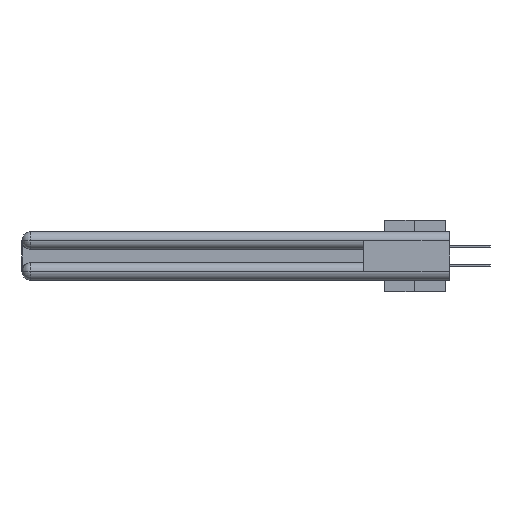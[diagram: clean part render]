
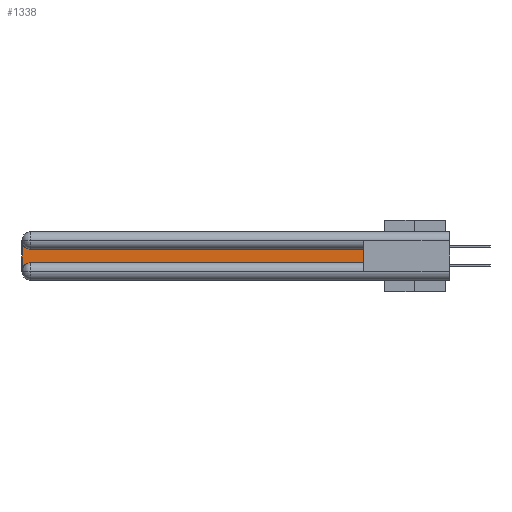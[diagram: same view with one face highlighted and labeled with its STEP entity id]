
A CAD part, left-side view. The second image highlights one B-rep face of the part: STEP entity #1338.
In plain terms, the highlighted planar face has unit normal (-1, 0, 0).
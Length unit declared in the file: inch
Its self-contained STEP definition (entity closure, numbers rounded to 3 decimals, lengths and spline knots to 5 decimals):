
#1338 = ADVANCED_FACE ( 'NONE', ( #40847 ), #34772, .F. ) ;
#2549 = CARTESIAN_POINT ( 'NONE',  ( 0.075, 2.94, -0.1225 ) ) ;
#2566 = VECTOR ( 'NONE', #23118, 39.37008 ) ;
#2686 = LINE ( 'NONE', #31660, #40595 ) ;
#3122 = EDGE_LOOP ( 'NONE', ( #18353, #13896, #14328, #34603, #19813, #32848 ) ) ;
#4337 = VERTEX_POINT ( 'NONE', #41079 ) ;
#6877 = LINE ( 'NONE', #33540, #2566 ) ;
#7064 = VERTEX_POINT ( 'NONE', #2549 ) ;
#7563 = DIRECTION ( 'NONE',  ( 0., -1., 0. ) ) ;
#9004 = EDGE_CURVE ( 'NONE', #16316, #7064, #6877, .T. ) ;
#10773 = CARTESIAN_POINT ( 'NONE',  ( 0.075, 3., -0.1225 ) ) ;
#11447 = CIRCLE ( 'NONE', #34183, 0.06 ) ;
#12722 = DIRECTION ( 'NONE',  ( 0., 0., -1. ) ) ;
#13330 = EDGE_CURVE ( 'NONE', #7064, #31534, #11447, .T. ) ;
#13896 = ORIENTED_EDGE ( 'NONE', *, *, #13330, .T. ) ;
#14328 = ORIENTED_EDGE ( 'NONE', *, *, #23103, .T. ) ;
#14360 = DIRECTION ( 'NONE',  ( 1., 0., 0. ) ) ;
#15322 = CARTESIAN_POINT ( 'NONE',  ( 0.075, 3., -0.0625 ) ) ;
#16316 = VERTEX_POINT ( 'NONE', #37181 ) ;
#17075 = LINE ( 'NONE', #33326, #34724 ) ;
#17927 = AXIS2_PLACEMENT_3D ( 'NONE', #32990, #26425, #12722 ) ;
#18353 = ORIENTED_EDGE ( 'NONE', *, *, #9004, .T. ) ;
#18535 = CARTESIAN_POINT ( 'NONE',  ( 0.075, 0.6, -0.2175 ) ) ;
#19813 = ORIENTED_EDGE ( 'NONE', *, *, #25666, .T. ) ;
#23103 = EDGE_CURVE ( 'NONE', #31534, #4337, #17075, .T. ) ;
#23118 = DIRECTION ( 'NONE',  ( 0., 1., 0. ) ) ;
#25063 = VECTOR ( 'NONE', #32644, 39.37008 ) ;
#25666 = EDGE_CURVE ( 'NONE', #35750, #37710, #2686, .T. ) ;
#25865 = AXIS2_PLACEMENT_3D ( 'NONE', #10773, #14360, #31020 ) ;
#26425 = DIRECTION ( 'NONE',  ( 1., 0., 0. ) ) ;
#27006 = DIRECTION ( 'NONE',  ( 1., 0., 0. ) ) ;
#29539 = CARTESIAN_POINT ( 'NONE',  ( 0.075, 0.6, -0.2175 ) ) ;
#31020 = DIRECTION ( 'NONE',  ( 0., 0., -1. ) ) ;
#31130 = CIRCLE ( 'NONE', #17927, 0.06 ) ;
#31534 = VERTEX_POINT ( 'NONE', #15322 ) ;
#31660 = CARTESIAN_POINT ( 'NONE',  ( 0.075, 0.6, -0.2175 ) ) ;
#32644 = DIRECTION ( 'NONE',  ( 0., 0., 1. ) ) ;
#32848 = ORIENTED_EDGE ( 'NONE', *, *, #37012, .T. ) ;
#32990 = CARTESIAN_POINT ( 'NONE',  ( 0.075, 2.94, -0.2775 ) ) ;
#33326 = CARTESIAN_POINT ( 'NONE',  ( 0.075, 3., -0.2175 ) ) ;
#33540 = CARTESIAN_POINT ( 'NONE',  ( 0.075, 0.6, -0.1225 ) ) ;
#34183 = AXIS2_PLACEMENT_3D ( 'NONE', #34301, #27006, #40868 ) ;
#34301 = CARTESIAN_POINT ( 'NONE',  ( 0.075, 2.94, -0.0625 ) ) ;
#34566 = CARTESIAN_POINT ( 'NONE',  ( 0.075, 2.94, -0.2175 ) ) ;
#34603 = ORIENTED_EDGE ( 'NONE', *, *, #42916, .T. ) ;
#34724 = VECTOR ( 'NONE', #37047, 39.37008 ) ;
#34772 = PLANE ( 'NONE',  #25865 ) ;
#35750 = VERTEX_POINT ( 'NONE', #34566 ) ;
#37012 = EDGE_CURVE ( 'NONE', #37710, #16316, #37343, .T. ) ;
#37047 = DIRECTION ( 'NONE',  ( 0., 0., -1. ) ) ;
#37181 = CARTESIAN_POINT ( 'NONE',  ( 0.075, 0.6, -0.1225 ) ) ;
#37343 = LINE ( 'NONE', #29539, #25063 ) ;
#37710 = VERTEX_POINT ( 'NONE', #18535 ) ;
#40595 = VECTOR ( 'NONE', #7563, 39.37008 ) ;
#40847 = FACE_OUTER_BOUND ( 'NONE', #3122, .T. ) ;
#40868 = DIRECTION ( 'NONE',  ( 0., 0., -1. ) ) ;
#41079 = CARTESIAN_POINT ( 'NONE',  ( 0.075, 3., -0.2775 ) ) ;
#42916 = EDGE_CURVE ( 'NONE', #4337, #35750, #31130, .T. ) ;
